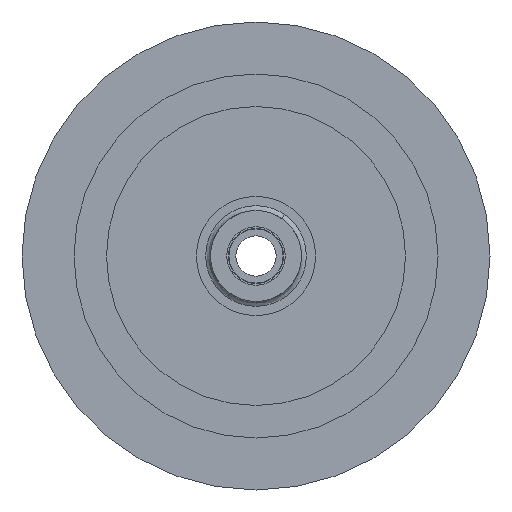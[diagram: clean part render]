
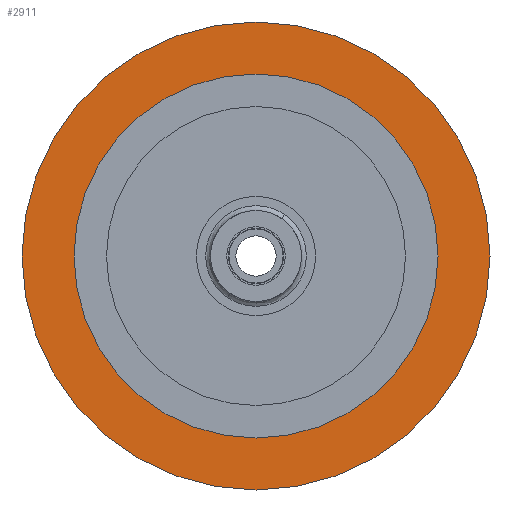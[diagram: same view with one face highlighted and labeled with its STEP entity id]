
A CAD part, front view. The second image highlights one B-rep face of the part: STEP entity #2911.
In plain terms, the highlighted planar face has unit normal (0, -1, 0).
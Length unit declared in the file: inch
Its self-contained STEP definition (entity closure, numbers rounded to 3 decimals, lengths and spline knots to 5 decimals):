
#54 = AXIS2_PLACEMENT_3D ( 'NONE', #827, #821, #820 ) ;
#605 = DIRECTION ( 'NONE',  ( 0., 0., -1. ) ) ;
#608 = CARTESIAN_POINT ( 'NONE',  ( 0., 0., 0. ) ) ;
#610 = DIRECTION ( 'NONE',  ( 0., -1., 0. ) ) ;
#820 = DIRECTION ( 'NONE',  ( 0., 0., -1. ) ) ;
#821 = DIRECTION ( 'NONE',  ( 0., -1., 0. ) ) ;
#827 = CARTESIAN_POINT ( 'NONE',  ( 0., 0., -0.84 ) ) ;
#829 = PLANE ( 'NONE',  #54 ) ;
#908 = EDGE_CURVE ( 'NONE', #2354, #2181, #1481, .T. ) ;
#910 = EDGE_CURVE ( 'NONE', #2181, #2354, #1474, .T. ) ;
#913 = EDGE_CURVE ( 'NONE', #2328, #2373, #1256, .T. ) ;
#962 = EDGE_CURVE ( 'NONE', #2373, #2328, #1587, .T. ) ;
#1098 = CARTESIAN_POINT ( 'NONE',  ( 0., 0., 0. ) ) ;
#1099 = DIRECTION ( 'NONE',  ( 0., 0., -1. ) ) ;
#1100 = CARTESIAN_POINT ( 'NONE',  ( 0., 0., 0. ) ) ;
#1101 = DIRECTION ( 'NONE',  ( 0., -1., 0. ) ) ;
#1115 = DIRECTION ( 'NONE',  ( 0., -1., 0. ) ) ;
#1118 = CARTESIAN_POINT ( 'NONE',  ( 0., 0., 0. ) ) ;
#1119 = DIRECTION ( 'NONE',  ( 0., 0., -1. ) ) ;
#1134 = DIRECTION ( 'NONE',  ( 0., 0., -1. ) ) ;
#1138 = DIRECTION ( 'NONE',  ( 0., -1., 0. ) ) ;
#1147 = FACE_BOUND ( 'NONE', #2308, .T. ) ;
#1253 = FACE_OUTER_BOUND ( 'NONE', #2323, .T. ) ;
#1256 = CIRCLE ( 'NONE', #1885, 0.84 ) ;
#1334 = ORIENTED_EDGE ( 'NONE', *, *, #962, .F. ) ;
#1474 = CIRCLE ( 'NONE', #1893, 1.08 ) ;
#1481 = CIRCLE ( 'NONE', #1904, 1.08 ) ;
#1543 = ORIENTED_EDGE ( 'NONE', *, *, #913, .F. ) ;
#1579 = ORIENTED_EDGE ( 'NONE', *, *, #910, .T. ) ;
#1587 = CIRCLE ( 'NONE', #1897, 0.84 ) ;
#1694 = ORIENTED_EDGE ( 'NONE', *, *, #908, .T. ) ;
#1885 = AXIS2_PLACEMENT_3D ( 'NONE', #1098, #1138, #1134 ) ;
#1893 = AXIS2_PLACEMENT_3D ( 'NONE', #1118, #1115, #1119 ) ;
#1897 = AXIS2_PLACEMENT_3D ( 'NONE', #608, #610, #605 ) ;
#1904 = AXIS2_PLACEMENT_3D ( 'NONE', #1100, #1101, #1099 ) ;
#2181 = VERTEX_POINT ( 'NONE', #2641 ) ;
#2308 = EDGE_LOOP ( 'NONE', ( #1543, #1334 ) ) ;
#2323 = EDGE_LOOP ( 'NONE', ( #1579, #1694 ) ) ;
#2328 = VERTEX_POINT ( 'NONE', #2593 ) ;
#2354 = VERTEX_POINT ( 'NONE', #2575 ) ;
#2373 = VERTEX_POINT ( 'NONE', #2564 ) ;
#2564 = CARTESIAN_POINT ( 'NONE',  ( 0., 0., 0.84 ) ) ;
#2575 = CARTESIAN_POINT ( 'NONE',  ( 0., 0., 1.08 ) ) ;
#2593 = CARTESIAN_POINT ( 'NONE',  ( 0., 0., -0.84 ) ) ;
#2641 = CARTESIAN_POINT ( 'NONE',  ( 0., 0., -1.08 ) ) ;
#2911 = ADVANCED_FACE ( 'NONE', ( #1253, #1147 ), #829, .T. ) ;
